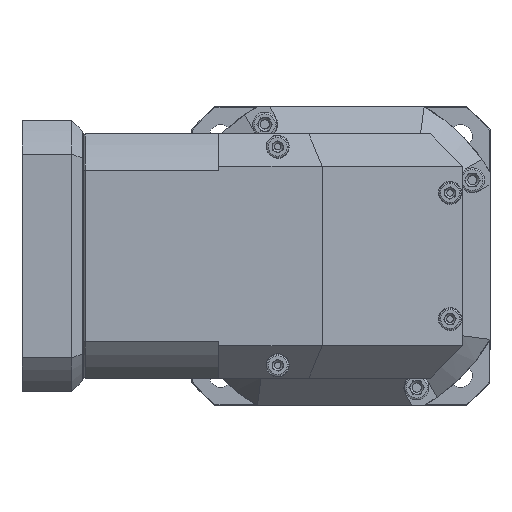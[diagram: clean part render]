
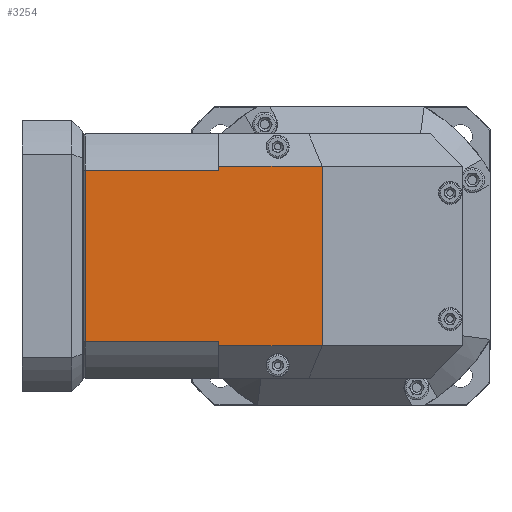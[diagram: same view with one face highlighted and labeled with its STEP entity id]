
A CAD part, front view. The second image highlights one B-rep face of the part: STEP entity #3254.
In plain terms, the highlighted planar face has unit normal (0, -1, 0).
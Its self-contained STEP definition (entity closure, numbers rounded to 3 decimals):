
#3183=CARTESIAN_POINT('',(-159.607,-135.65,-90.0));
#3184=DIRECTION('',(0.0,-1.0,0.0));
#3185=DIRECTION('',(0.0,0.0,-1.0));
#3186=AXIS2_PLACEMENT_3D('',#3183,#3184,#3185);
#3187=PLANE('',#3186);
#3188=CARTESIAN_POINT('',(-60.107,-135.65,63.246));
#3189=VERTEX_POINT('',#3188);
#3190=CARTESIAN_POINT('',(-158.607,-135.65,63.246));
#3191=VERTEX_POINT('',#3190);
#3192=CARTESIAN_POINT('',(-60.107,-135.65,63.246));
#3193=DIRECTION('',(-1.0,0.0,0.0));
#3194=VECTOR('',#3193,98.5);
#3195=LINE('',#3192,#3194);
#3196=EDGE_CURVE('',#3189,#3191,#3195,.T.);
#3197=ORIENTED_EDGE('',*,*,#3196,.T.);
#3198=CARTESIAN_POINT('',(-158.607,-135.65,-63.246));
#3199=VERTEX_POINT('',#3198);
#3200=CARTESIAN_POINT('',(-158.607,-135.65,63.246));
#3201=DIRECTION('',(0.0,0.0,-1.0));
#3202=VECTOR('',#3201,126.491);
#3203=LINE('',#3200,#3202);
#3204=EDGE_CURVE('',#3191,#3199,#3203,.T.);
#3205=ORIENTED_EDGE('',*,*,#3204,.T.);
#3206=CARTESIAN_POINT('',(-60.107,-135.65,-63.246));
#3207=VERTEX_POINT('',#3206);
#3208=CARTESIAN_POINT('',(-158.607,-135.65,-63.246));
#3209=DIRECTION('',(1.0,0.0,0.0));
#3210=VECTOR('',#3209,98.5);
#3211=LINE('',#3208,#3210);
#3212=EDGE_CURVE('',#3199,#3207,#3211,.T.);
#3213=ORIENTED_EDGE('',*,*,#3212,.T.);
#3214=CARTESIAN_POINT('',(-60.107,-135.65,-66.));
#3215=VERTEX_POINT('',#3214);
#3216=CARTESIAN_POINT('',(-60.107,-135.65,-66.));
#3217=DIRECTION('',(0.0,0.0,1.0));
#3218=VECTOR('',#3217,2.754);
#3219=LINE('',#3216,#3218);
#3220=EDGE_CURVE('',#3215,#3207,#3219,.T.);
#3221=ORIENTED_EDGE('',*,*,#3220,.F.);
#3222=CARTESIAN_POINT('',(16.26,-135.65,-66.));
#3223=VERTEX_POINT('',#3222);
#3224=CARTESIAN_POINT('',(-60.107,-135.65,-66.));
#3225=DIRECTION('',(1.0,0.0,0.0));
#3226=VECTOR('',#3225,76.368);
#3227=LINE('',#3224,#3226);
#3228=EDGE_CURVE('',#3215,#3223,#3227,.T.);
#3229=ORIENTED_EDGE('',*,*,#3228,.T.);
#3230=CARTESIAN_POINT('',(16.26,-135.65,66.));
#3231=VERTEX_POINT('',#3230);
#3232=CARTESIAN_POINT('',(16.26,-135.65,66.));
#3233=DIRECTION('',(0.0,0.0,-1.0));
#3234=VECTOR('',#3233,132.0);
#3235=LINE('',#3232,#3234);
#3236=EDGE_CURVE('',#3231,#3223,#3235,.T.);
#3237=ORIENTED_EDGE('',*,*,#3236,.F.);
#3238=CARTESIAN_POINT('',(-60.107,-135.65,66.));
#3239=VERTEX_POINT('',#3238);
#3240=CARTESIAN_POINT('',(16.26,-135.65,66.));
#3241=DIRECTION('',(-1.0,0.0,0.0));
#3242=VECTOR('',#3241,76.368);
#3243=LINE('',#3240,#3242);
#3244=EDGE_CURVE('',#3231,#3239,#3243,.T.);
#3245=ORIENTED_EDGE('',*,*,#3244,.T.);
#3246=CARTESIAN_POINT('',(-60.107,-135.65,63.246));
#3247=DIRECTION('',(0.0,0.0,1.0));
#3248=VECTOR('',#3247,2.754);
#3249=LINE('',#3246,#3248);
#3250=EDGE_CURVE('',#3189,#3239,#3249,.T.);
#3251=ORIENTED_EDGE('',*,*,#3250,.F.);
#3252=EDGE_LOOP('',(#3197,#3205,#3213,#3221,#3229,#3237,#3245,#3251));
#3253=FACE_OUTER_BOUND('',#3252,.T.);
#3254=ADVANCED_FACE('',(#3253),#3187,.T.);
